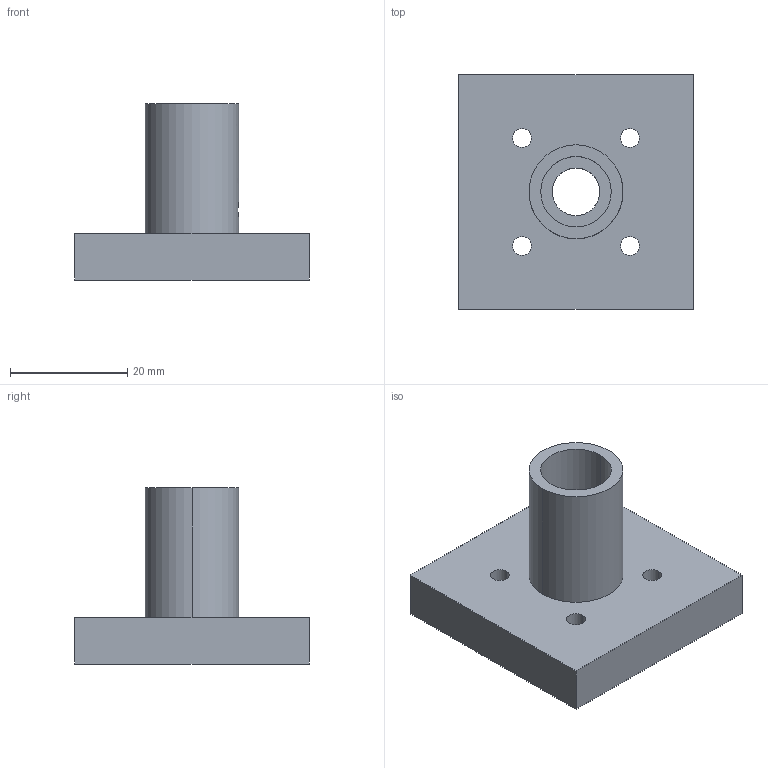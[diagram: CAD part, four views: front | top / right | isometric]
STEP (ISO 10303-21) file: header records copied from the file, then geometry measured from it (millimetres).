
FILE_DESCRIPTION (( 'STEP AP203' ), '1' );
FILE_NAME ('IP68-TOOL-DCX26.STEP', '2021-12-21T16:08:17', ( '' ), ( '' ), 'SwSTEP 2.0', 'SolidWorks 2016', '' );
FILE_SCHEMA (( 'CONFIG_CONTROL_DESIGN' ));
Length unit declared in the file: millimetre
Products named in the file (1): IP68-TOOL-DCX26
Bounding box: 40 x 40 x 30 mm (x, y, z)
Volume: 14157.6 mm3; surface area: 6735.9 mm2
Topology: 1 solids, 1 shells, 27 faces, 68 edges, 44 vertices
Faces by surface type: cylinder 18, plane 9
Entity records: 1023 total; most frequent: CARTESIAN_POINT 248, DIRECTION 152, ORIENTED_EDGE 136, EDGE_CURVE 68, AXIS2_PLACEMENT_3D 60, VERTEX_POINT 44, EDGE_LOOP 40, LINE 32
